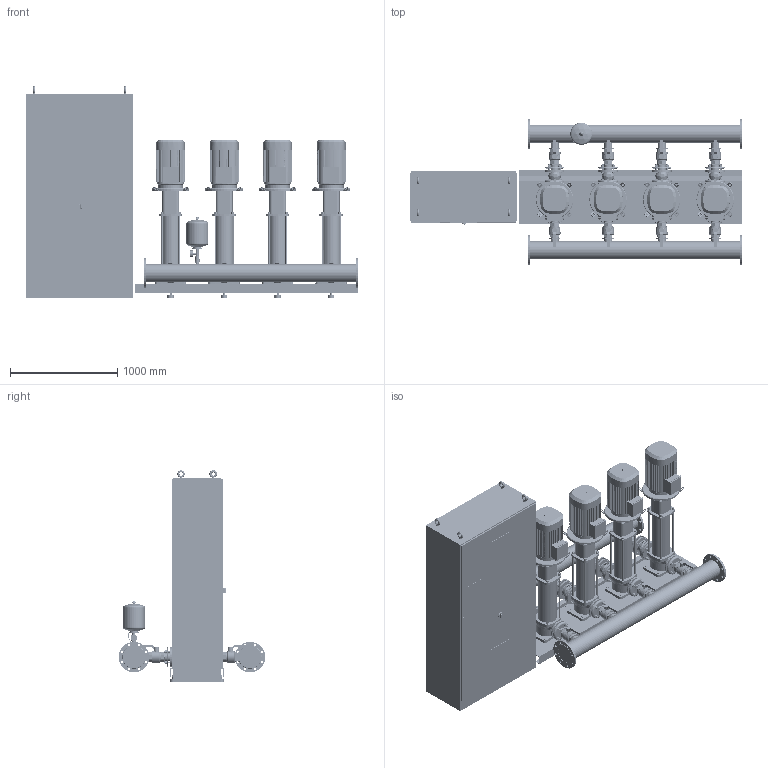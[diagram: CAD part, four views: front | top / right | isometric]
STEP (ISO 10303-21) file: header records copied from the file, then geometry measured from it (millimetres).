
FILE_DESCRIPTION((''),'2;1');
FILE_NAME('3d_SiBoostSmartFC4HELIXV3605_2-2540815.stp','2016-01-25T11:39:21',(''),(''),'Mechanical Desktop 2009','Mechanical Desktop 2009',', , ');
FILE_SCHEMA(('CONFIG_CONTROL_DESIGN'));
Length unit declared in the file: millimetre
Products named in the file (1): Product
Bounding box: 3100 x 1370 x 1975 mm (x, y, z)
Volume: 1250439601.5 mm3; surface area: 27374172.9 mm2
Topology: 250 solids, 250 shells, 6038 faces, 15018 edges, 9791 vertices
Faces by surface type: plane 2266, bspline 2128, cylinder 1282, cone 248, torus 108, sphere 6
Entity records: 201143 total; most frequent: CARTESIAN_POINT 60242, ORIENTED_EDGE 29996, DIRECTION 27600, EDGE_CURVE 14998, VERTEX_POINT 9786, AXIS2_PLACEMENT_3D 9391, VECTOR 8818, LINE 8818
